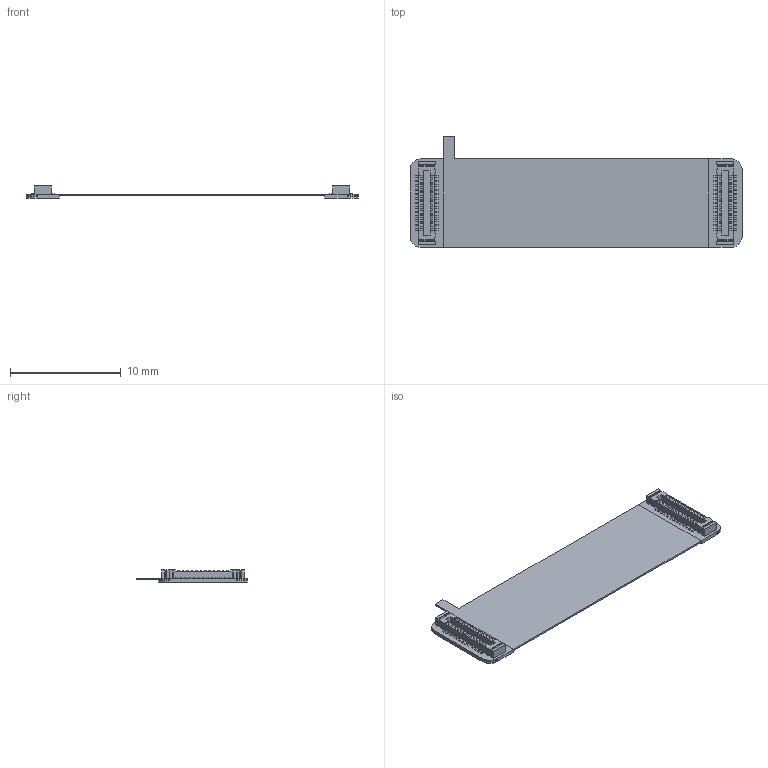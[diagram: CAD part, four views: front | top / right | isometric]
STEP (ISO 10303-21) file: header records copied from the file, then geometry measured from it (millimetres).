
FILE_DESCRIPTION(('Open CASCADE Model'),'2;1');
FILE_NAME('Open CASCADE Shape Model','2025-08-18T15:44:41',('Author'),( 'Open CASCADE'),'Open CASCADE STEP processor 7.5','Open CASCADE 7.5' ,'Unknown');
FILE_SCHEMA(('AUTOMOTIVE_DESIGN { 1 0 10303 214 1 1 1 1 }'));
Length unit declared in the file: millimetre
Products named in the file (8): PCB; Board; Open CASCADE STEP translator 7.5 3.1.1; Open CASCADE STEP translator 7.5 3.1.2; Open CASCADE STEP translator 7.5 3.1.3; J1; Molex 502430-2630; J2
Assembly tree (8 placements, depth 3):
  PCB
    Board
      Open CASCADE STEP translator 7.5 3.1.1
      Open CASCADE STEP translator 7.5 3.1.2
      Open CASCADE STEP translator 7.5 3.1.3
    J1
      Molex 502430-2630
    J2
      Molex 502430-2630
Bounding box: 30 x 10 x 1.11 mm (x, y, z)
Volume: 56.9 mm3; surface area: 609.8 mm2
Topology: 5 solids, 5 shells, 777 faces, 2145 edges, 1430 vertices
Faces by surface type: plane 777
Entity records: 14996 total; most frequent: CARTESIAN_POINT 2341, ORIENTED_EDGE 2298, DIRECTION 2001, EDGE_CURVE 1149, LINE 1149, VECTOR 1149, VERTEX_POINT 766, FACE_BOUND 443
